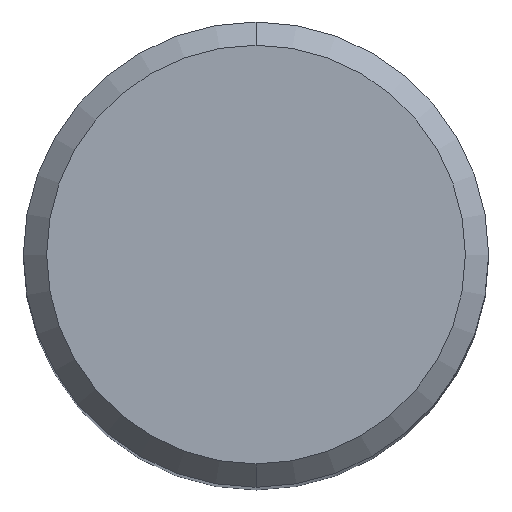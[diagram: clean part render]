
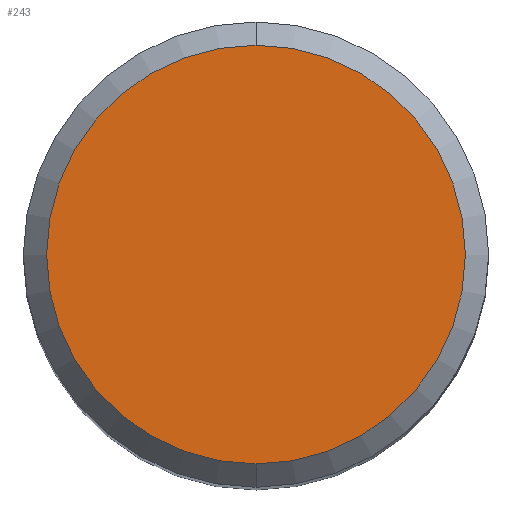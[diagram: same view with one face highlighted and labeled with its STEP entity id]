
A CAD part, top view. The second image highlights one B-rep face of the part: STEP entity #243.
In plain terms, the highlighted planar face has unit normal (0, 0, 1).
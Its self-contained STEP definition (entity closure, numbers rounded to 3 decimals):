
#209=EDGE_CURVE('',#327,#417,#511,.T.);
#243=ADVANCED_FACE('',(#547),#548,.T.);
#315=EDGE_CURVE('',#417,#327,#628,.T.);
#327=VERTEX_POINT('',#641);
#417=VERTEX_POINT('',#739);
#511=CIRCLE('',#896,5.4);
#547=FACE_OUTER_BOUND('',#1022,.T.);
#548=PLANE('',#1023);
#628=CIRCLE('',#1185,5.4);
#641=CARTESIAN_POINT('',(0.0,5.4,0.0));
#739=CARTESIAN_POINT('',(0.,-5.4,0.0));
#896=AXIS2_PLACEMENT_3D('',#1518,#1519,#1520);
#1022=EDGE_LOOP('',(#1549,#1550));
#1023=AXIS2_PLACEMENT_3D('',#1551,#1552,#1553);
#1185=AXIS2_PLACEMENT_3D('',#1644,#1645,#1646);
#1518=CARTESIAN_POINT('',(0.0,0.0,0.0));
#1519=DIRECTION('',(0.0,0.0,-1.0));
#1520=DIRECTION('',(0.0,1.0,0.0));
#1549=ORIENTED_EDGE('',*,*,#209,.F.);
#1550=ORIENTED_EDGE('',*,*,#315,.F.);
#1551=CARTESIAN_POINT('',(0.0,2.7,0.0));
#1552=DIRECTION('',(-0.0,0.0,1.0));
#1553=DIRECTION('',(0.0,-1.0,0.0));
#1644=CARTESIAN_POINT('',(0.0,0.0,0.0));
#1645=DIRECTION('',(0.0,0.0,-1.0));
#1646=DIRECTION('',(0.0,1.0,0.0));
